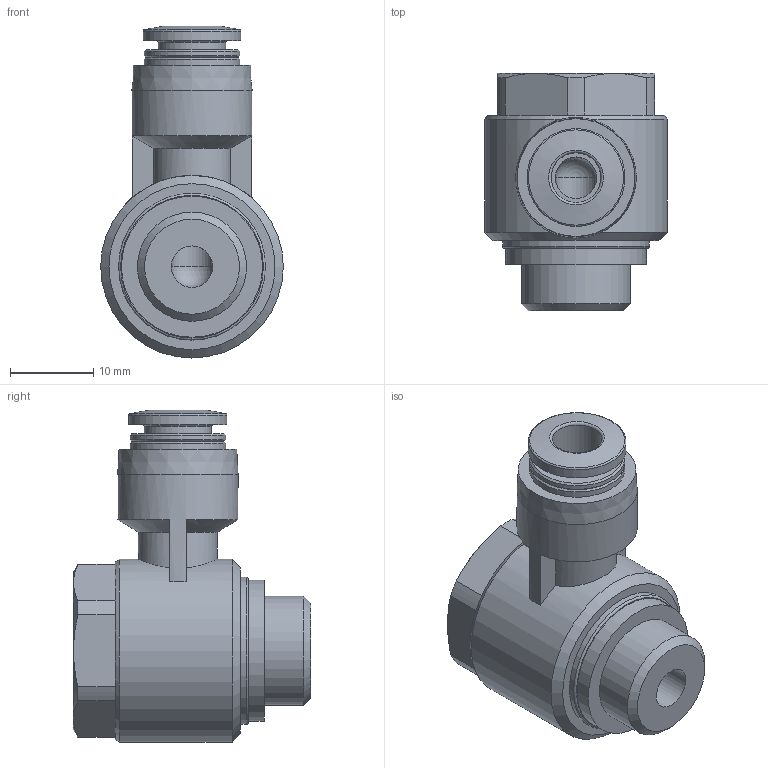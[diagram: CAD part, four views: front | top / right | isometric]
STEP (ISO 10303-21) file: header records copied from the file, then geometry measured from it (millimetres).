
FILE_DESCRIPTION(/* description */ ('STEP AP214'),/* implementation_level */ '2;1');
FILE_NAME(/* name */ '186139_QSLV-G1_4-6',/* time_stamp */ '2024-09-13T11:06:10+02:00',/* author */ ('License CC BY-ND 4.0'),/* organization */ ('CADENAS'),/* preprocessor_version */ 'ST-DEVELOPER v19.3',/* originating_system */ 'PARTsolutions',/* authorisation */ ' ');
FILE_SCHEMA (('AUTOMOTIVE_DESIGN {1 0 10303 214 3 1 1}'));
Length unit declared in the file: millimetre
Products named in the file (1): 186139 QSLV-G1/4-6
Bounding box: 22 x 28.6 x 40 mm (x, y, z)
Volume: 9943.2 mm3; surface area: 4129.1 mm2
Topology: 1 solids, 1 shells, 61 faces, 134 edges, 82 vertices
Faces by surface type: cylinder 20, plane 20, cone 16, torus 4, sphere 1
Full cylindrical faces by diameter (mm): 5 x2, 6 x1, 8.1 x1, 11.5 x2, 11.8 x1, 13.157 x1, 14.5 x1, 17 x1, 17.7 x1, 22 x1
Entity records: 2005 total; most frequent: CARTESIAN_POINT 317, DIRECTION 270, ORIENTED_EDGE 212, AXIS2_PLACEMENT_3D 122, EDGE_CURVE 106, EDGE_LOOP 95, FACE_BOUND 95, VERTEX_POINT 79
